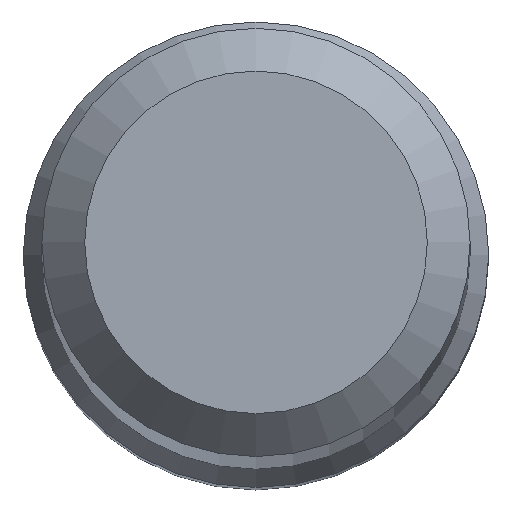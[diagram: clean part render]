
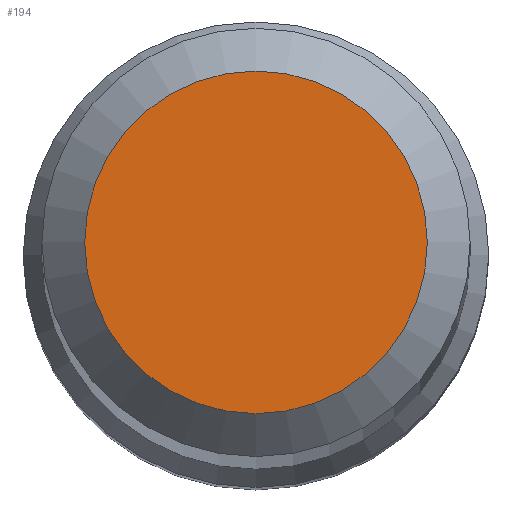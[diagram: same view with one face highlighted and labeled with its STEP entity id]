
A CAD part, top view. The second image highlights one B-rep face of the part: STEP entity #194.
In plain terms, the highlighted planar face has unit normal (0, 0, 1).
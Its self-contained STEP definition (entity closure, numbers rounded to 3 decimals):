
#7 = DIRECTION ( 'NONE',  ( 0., -1., 0. ) ) ;
#23 = DIRECTION ( 'NONE',  ( 0., 0., 1. ) ) ;
#55 = EDGE_LOOP ( 'NONE', ( #189 ) ) ;
#56 = CARTESIAN_POINT ( 'NONE',  ( 0., 0., 80. ) ) ;
#83 = PLANE ( 'NONE',  #147 ) ;
#101 = CARTESIAN_POINT ( 'NONE',  ( 0., 0., 80. ) ) ;
#122 = CARTESIAN_POINT ( 'NONE',  ( 0., 1.6, 80. ) ) ;
#137 = FACE_OUTER_BOUND ( 'NONE', #55, .T. ) ;
#140 = CIRCLE ( 'NONE', #154, 1.6 ) ;
#147 = AXIS2_PLACEMENT_3D ( 'NONE', #56, #23, #7 ) ;
#154 = AXIS2_PLACEMENT_3D ( 'NONE', #101, #227, #155 ) ;
#155 = DIRECTION ( 'NONE',  ( 0., 1., 0. ) ) ;
#189 = ORIENTED_EDGE ( 'NONE', *, *, #225, .F. ) ;
#194 = ADVANCED_FACE ( 'NONE', ( #137 ), #83, .T. ) ;
#198 = VERTEX_POINT ( 'NONE', #122 ) ;
#225 = EDGE_CURVE ( 'NONE', #198, #198, #140, .T. ) ;
#227 = DIRECTION ( 'NONE',  ( 0., 0., -1. ) ) ;
